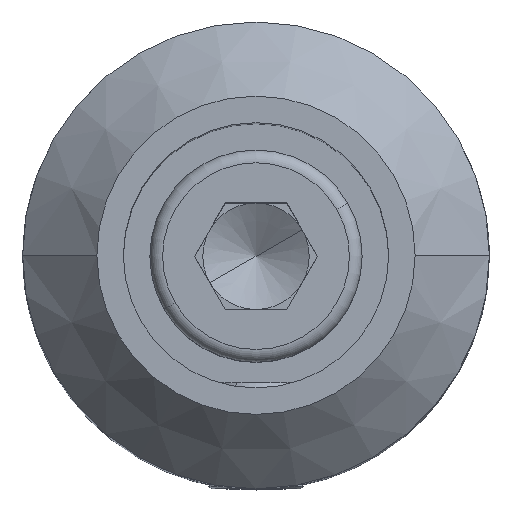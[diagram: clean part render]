
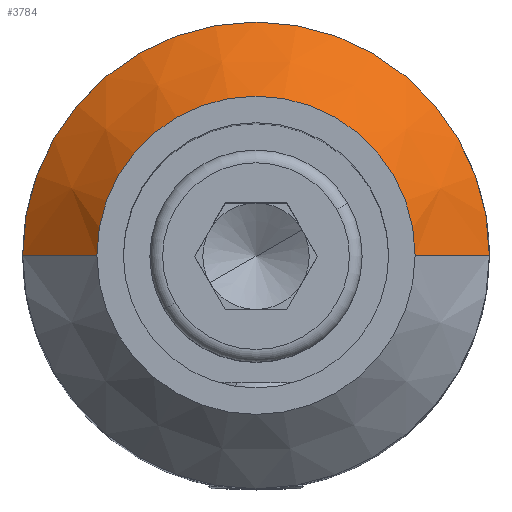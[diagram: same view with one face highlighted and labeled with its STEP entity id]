
A CAD part, top view. The second image highlights one B-rep face of the part: STEP entity #3784.
In plain terms, the highlighted conical face has half-angle 45 degrees and reference radius 11 mm.
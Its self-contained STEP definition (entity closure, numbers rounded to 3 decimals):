
#45 = DIRECTION ( 'NONE',  ( 0., 0., -1. ) ) ;
#994 = DIRECTION ( 'NONE',  ( 0., 0., -1. ) ) ;
#1622 = EDGE_CURVE ( 'NONE', #3984, #14466, #1992, .T. ) ;
#1710 = ORIENTED_EDGE ( 'NONE', *, *, #8934, .F. ) ;
#1992 = LINE ( 'NONE', #9793, #12365 ) ;
#2351 = EDGE_LOOP ( 'NONE', ( #9145, #15257, #17359, #1710 ) ) ;
#3116 = DIRECTION ( 'NONE',  ( -1., 0., 0. ) ) ;
#3368 = VERTEX_POINT ( 'NONE', #15917 ) ;
#3784 = ADVANCED_FACE ( 'NONE', ( #14541 ), #11092, .T. ) ;
#3984 = VERTEX_POINT ( 'NONE', #10662 ) ;
#4245 = AXIS2_PLACEMENT_3D ( 'NONE', #9473, #45, #3116 ) ;
#4506 = AXIS2_PLACEMENT_3D ( 'NONE', #8863, #994, #12031 ) ;
#4552 = LINE ( 'NONE', #5759, #5782 ) ;
#5759 = CARTESIAN_POINT ( 'NONE',  ( -11., 0., 31.5 ) ) ;
#5782 = VECTOR ( 'NONE', #10718, 1000. ) ;
#6171 = CIRCLE ( 'NONE', #4506, 11. ) ;
#8507 = CARTESIAN_POINT ( 'NONE',  ( 0., 0., 35. ) ) ;
#8863 = CARTESIAN_POINT ( 'NONE',  ( 0., 0., 31.5 ) ) ;
#8934 = EDGE_CURVE ( 'NONE', #3368, #9304, #4552, .T. ) ;
#9145 = ORIENTED_EDGE ( 'NONE', *, *, #17981, .F. ) ;
#9304 = VERTEX_POINT ( 'NONE', #19604 ) ;
#9473 = CARTESIAN_POINT ( 'NONE',  ( 0., 0., 31.5 ) ) ;
#9793 = CARTESIAN_POINT ( 'NONE',  ( 11., 0., 31.5 ) ) ;
#10224 = DIRECTION ( 'NONE',  ( 0., 0., 1. ) ) ;
#10662 = CARTESIAN_POINT ( 'NONE',  ( 7.5, 0., 35. ) ) ;
#10718 = DIRECTION ( 'NONE',  ( -0.707, 0., -0.707 ) ) ;
#11092 = CONICAL_SURFACE ( 'NONE', #4245, 11., 0.785 ) ;
#12031 = DIRECTION ( 'NONE',  ( 1., 0., 0. ) ) ;
#12365 = VECTOR ( 'NONE', #19459, 1000. ) ;
#13822 = EDGE_CURVE ( 'NONE', #9304, #14466, #6171, .T. ) ;
#14466 = VERTEX_POINT ( 'NONE', #18059 ) ;
#14541 = FACE_OUTER_BOUND ( 'NONE', #2351, .T. ) ;
#15257 = ORIENTED_EDGE ( 'NONE', *, *, #1622, .T. ) ;
#15917 = CARTESIAN_POINT ( 'NONE',  ( -7.5, 0., 35. ) ) ;
#16196 = CIRCLE ( 'NONE', #16963, 7.5 ) ;
#16963 = AXIS2_PLACEMENT_3D ( 'NONE', #8507, #10224, #18106 ) ;
#17359 = ORIENTED_EDGE ( 'NONE', *, *, #13822, .F. ) ;
#17981 = EDGE_CURVE ( 'NONE', #3984, #3368, #16196, .T. ) ;
#18059 = CARTESIAN_POINT ( 'NONE',  ( 11., 0., 31.5 ) ) ;
#18106 = DIRECTION ( 'NONE',  ( 1., 0., 0. ) ) ;
#19459 = DIRECTION ( 'NONE',  ( 0.707, 0., -0.707 ) ) ;
#19604 = CARTESIAN_POINT ( 'NONE',  ( -11., 0., 31.5 ) ) ;
